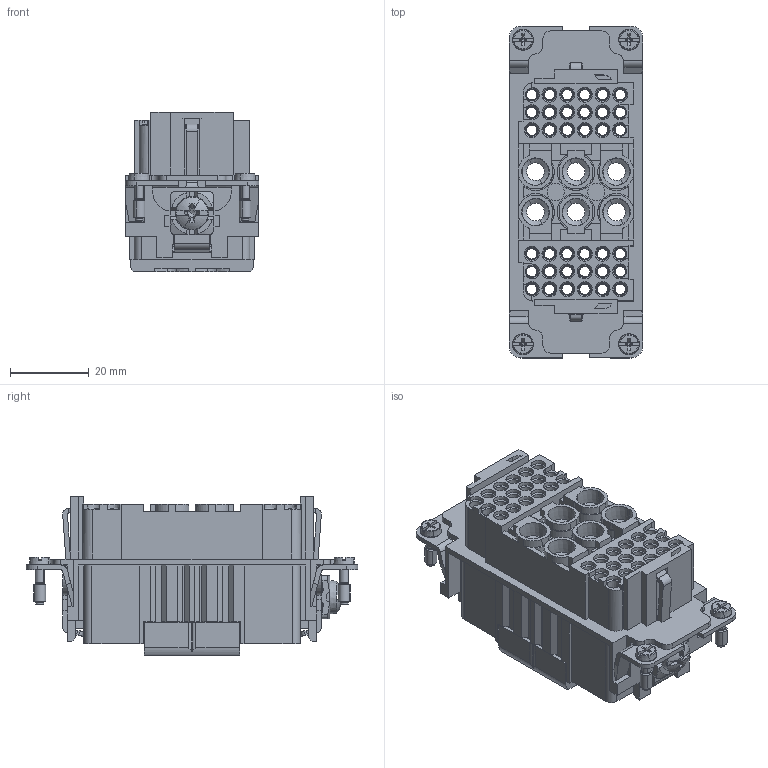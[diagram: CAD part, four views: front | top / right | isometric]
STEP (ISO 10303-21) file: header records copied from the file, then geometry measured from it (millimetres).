
FILE_DESCRIPTION(('CATIA V5 STEP','CAx-IF Rec.Pracs.--- Model Styling and Organization---1.2---2011-12-15'),'2;1');
FILE_NAME ('13473837_2', '2018-08-23T12:32:53+00:00', ('none'), ('Weidmueller'), 'CATIA Version 5-6 Release 2014 SP4 HF52', 'CATIA V5 STEP AP214', 'none');
FILE_SCHEMA(('AUTOMOTIVE_DESIGN { 1 0 10303 214 1 1 1 1 }'));
Products named in the file (1): 1023310000
Bounding box: 34 x 84.5 x 40.6 mm (x, y, z)
Volume: 39311 mm3; surface area: 47211.6 mm2
Topology: 1 solids, 1 shells, 2487 faces, 7250 edges, 4543 vertices
Faces by surface type: plane 1057, cone 774, cylinder 570, torus 64, bspline 20, revolution 2
Entity records: 78578 total; most frequent: CARTESIAN_POINT 18970, ORIENTED_EDGE 14480, DIRECTION 9116, EDGE_CURVE 7240, VERTEX_POINT 4543, VECTOR 3974, LINE 3974, AXIS2_PLACEMENT_3D 3700
